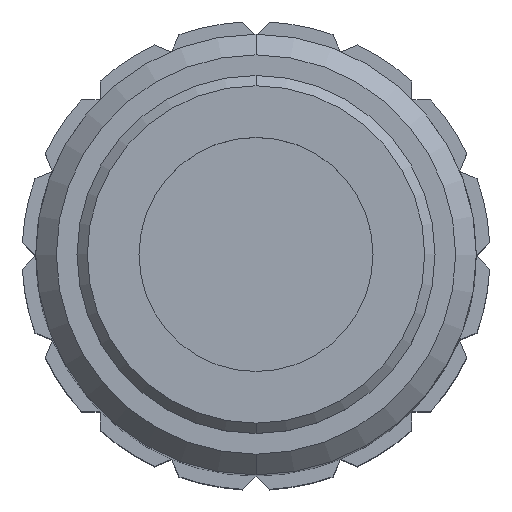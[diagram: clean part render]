
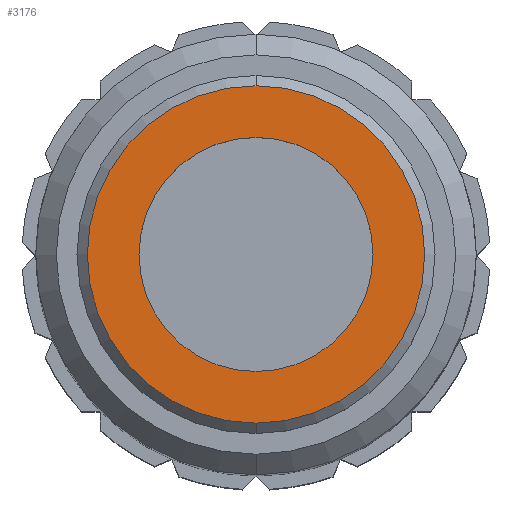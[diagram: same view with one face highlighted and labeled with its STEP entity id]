
A CAD part, top view. The second image highlights one B-rep face of the part: STEP entity #3176.
In plain terms, the highlighted planar face has unit normal (0, 0, 1).
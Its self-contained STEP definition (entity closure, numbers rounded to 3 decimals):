
#6 = ORIENTED_EDGE ( 'NONE', *, *, #4566, .T. ) ;
#210 = DIRECTION ( 'NONE',  ( 0., 0., 1. ) ) ;
#223 = DIRECTION ( 'NONE',  ( 0., 1., 0. ) ) ;
#462 = EDGE_CURVE ( 'NONE', #4914, #1765, #1992, .T. ) ;
#482 = VERTEX_POINT ( 'NONE', #3269 ) ;
#588 = EDGE_LOOP ( 'NONE', ( #6, #1476 ) ) ;
#829 = FACE_BOUND ( 'NONE', #3078, .T. ) ;
#941 = CIRCLE ( 'NONE', #1201, 8.5 ) ;
#1138 = ORIENTED_EDGE ( 'NONE', *, *, #3609, .F. ) ;
#1201 = AXIS2_PLACEMENT_3D ( 'NONE', #1224, #4683, #3906 ) ;
#1224 = CARTESIAN_POINT ( 'NONE',  ( 0., 0., 97. ) ) ;
#1228 = AXIS2_PLACEMENT_3D ( 'NONE', #2038, #4337, #2772 ) ;
#1476 = ORIENTED_EDGE ( 'NONE', *, *, #462, .T. ) ;
#1656 = DIRECTION ( 'NONE',  ( 0., 0., 1. ) ) ;
#1765 = VERTEX_POINT ( 'NONE', #4838 ) ;
#1842 = FACE_OUTER_BOUND ( 'NONE', #588, .T. ) ;
#1949 = CIRCLE ( 'NONE', #3155, 12.25 ) ;
#1992 = CIRCLE ( 'NONE', #3406, 12.25 ) ;
#2038 = CARTESIAN_POINT ( 'NONE',  ( 0., 13., 97. ) ) ;
#2115 = DIRECTION ( 'NONE',  ( 0., 0., 1. ) ) ;
#2474 = CARTESIAN_POINT ( 'NONE',  ( 0., 0., 97. ) ) ;
#2772 = DIRECTION ( 'NONE',  ( 0., 1., 0. ) ) ;
#2795 = VERTEX_POINT ( 'NONE', #3183 ) ;
#2886 = CARTESIAN_POINT ( 'NONE',  ( 0., 0., 97. ) ) ;
#3078 = EDGE_LOOP ( 'NONE', ( #1138, #4298 ) ) ;
#3155 = AXIS2_PLACEMENT_3D ( 'NONE', #2474, #210, #3568 ) ;
#3176 = ADVANCED_FACE ( 'NONE', ( #1842, #829 ), #4279, .F. ) ;
#3179 = EDGE_CURVE ( 'NONE', #482, #2795, #3685, .T. ) ;
#3183 = CARTESIAN_POINT ( 'NONE',  ( 0., -8.5, 97. ) ) ;
#3269 = CARTESIAN_POINT ( 'NONE',  ( 0., 8.5, 97. ) ) ;
#3406 = AXIS2_PLACEMENT_3D ( 'NONE', #2886, #2115, #223 ) ;
#3568 = DIRECTION ( 'NONE',  ( 0., 1., 0. ) ) ;
#3609 = EDGE_CURVE ( 'NONE', #2795, #482, #941, .T. ) ;
#3643 = DIRECTION ( 'NONE',  ( 0., -1., 0. ) ) ;
#3685 = CIRCLE ( 'NONE', #4055, 8.5 ) ;
#3906 = DIRECTION ( 'NONE',  ( 0., -1., 0. ) ) ;
#4055 = AXIS2_PLACEMENT_3D ( 'NONE', #4693, #1656, #3643 ) ;
#4279 = PLANE ( 'NONE',  #1228 ) ;
#4298 = ORIENTED_EDGE ( 'NONE', *, *, #3179, .F. ) ;
#4337 = DIRECTION ( 'NONE',  ( 0., 0., -1. ) ) ;
#4566 = EDGE_CURVE ( 'NONE', #1765, #4914, #1949, .T. ) ;
#4683 = DIRECTION ( 'NONE',  ( 0., 0., 1. ) ) ;
#4693 = CARTESIAN_POINT ( 'NONE',  ( 0., 0., 97. ) ) ;
#4838 = CARTESIAN_POINT ( 'NONE',  ( 0., 12.25, 97. ) ) ;
#4914 = VERTEX_POINT ( 'NONE', #4935 ) ;
#4935 = CARTESIAN_POINT ( 'NONE',  ( 0., -12.25, 97. ) ) ;
